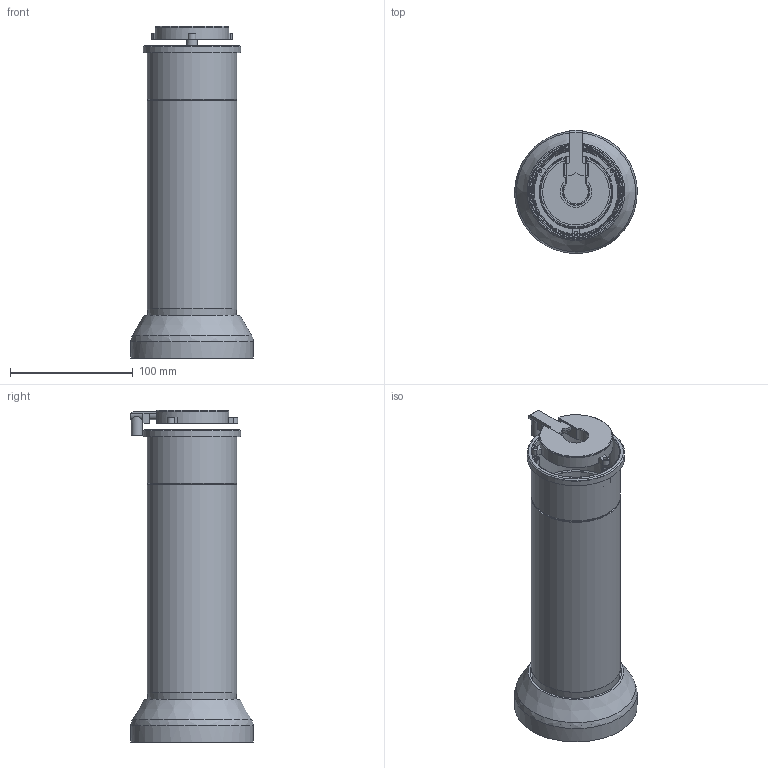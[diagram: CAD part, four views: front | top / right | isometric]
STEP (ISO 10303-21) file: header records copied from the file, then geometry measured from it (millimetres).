
FILE_DESCRIPTION(('FreeCAD Model'),'2;1');
FILE_NAME('Open CASCADE Shape Model','2025-11-14T18:49:51',(''),(''), 'Open CASCADE STEP processor 7.8','FreeCAD','Unknown');
FILE_SCHEMA(('AUTOMOTIVE_DESIGN { 1 0 10303 214 1 1 1 1 }'));
Length unit declared in the file: millimetre
Products named in the file (8): Pringlesgrow; Pocket; PolarPattern001; Revolution001; Chamfer002; Fillet005; Pad008; Chamfer006
Assembly tree (7 placements, depth 2):
  Pringlesgrow
    Pocket
    PolarPattern001
    Revolution001
    Chamfer002
    Fillet005
    Pad008
    Chamfer006
Bounding box: 100 x 100 x 271 mm (x, y, z)
Volume: 100916 mm3; surface area: 165421.9 mm2
Topology: 7 solids, 7 shells, 366 faces, 945 edges, 597 vertices
Faces by surface type: cylinder 188, plane 125, cone 24, bspline 21, torus 8
Full cylindrical faces by diameter (mm): 1.5 x104, 2.8 x7, 3.3 x3, 6.6 x2, 9 x1, 60 x1, 68 x1, 69 x1, 71.2 x2, 72.8 x2, 75 x1, 78 x1, 79.6 x1, 96.8 x1, 100 x1
Entity records: 13028 total; most frequent: CARTESIAN_POINT 3239, DIRECTION 2035, ORIENTED_EDGE 1888, EDGE_CURVE 944, AXIS2_PLACEMENT_3D 806, FACE_BOUND 617, EDGE_LOOP 617, VERTEX_POINT 597
